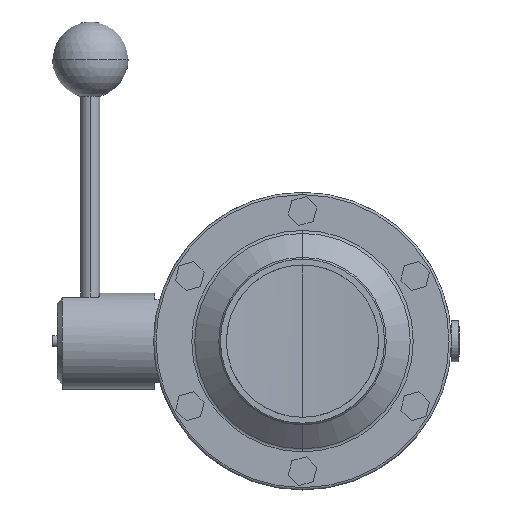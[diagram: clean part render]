
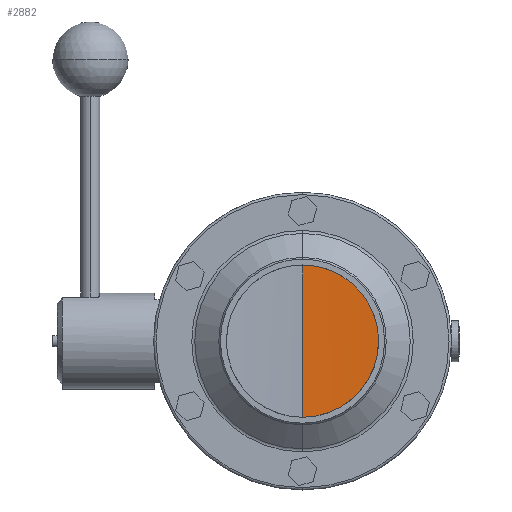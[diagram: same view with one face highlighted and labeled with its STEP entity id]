
A CAD part, left-side view. The second image highlights one B-rep face of the part: STEP entity #2882.
In plain terms, the highlighted cylindrical face has radius 407.004 mm (diameter 814.008 mm), a partial arc.
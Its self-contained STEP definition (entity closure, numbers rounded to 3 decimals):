
#83 = CARTESIAN_POINT ( 'NONE',  ( -1.065, -7.435, 31.638 ) ) ;
#142 = CARTESIAN_POINT ( 'NONE',  ( -2.127, -30.358, 11.457 ) ) ;
#266 = CARTESIAN_POINT ( 'NONE',  ( -1.416, -18.494, 26.693 ) ) ;
#323 = CARTESIAN_POINT ( 'NONE',  ( -1.927, -27.548, 17.144 ) ) ;
#438 = CARTESIAN_POINT ( 'NONE',  ( -1.132, -10.508, -30.752 ) ) ;
#499 = VERTEX_POINT ( 'NONE', #1393 ) ;
#693 = CARTESIAN_POINT ( 'NONE',  ( -1.968, -28.16, -16.244 ) ) ;
#826 = CARTESIAN_POINT ( 'NONE',  ( -1.359, -17.182, -27.558 ) ) ;
#1051 = CARTESIAN_POINT ( 'NONE',  ( -1.436, -18.926, 26.387 ) ) ;
#1143 = CARTESIAN_POINT ( 'NONE',  ( -1.066, -7.442, -31.623 ) ) ;
#1161 = CARTESIAN_POINT ( 'NONE',  ( -1., -0.086, 32.484 ) ) ;
#1231 = CARTESIAN_POINT ( 'NONE',  ( -1.021, -4.323, 32.212 ) ) ;
#1246 = CARTESIAN_POINT ( 'NONE',  ( -2.286, -32.419, 0. ) ) ;
#1274 = CARTESIAN_POINT ( 'NONE',  ( -1., -0.086, -32.484 ) ) ;
#1285 = CARTESIAN_POINT ( 'NONE',  ( -1.908, -27.263, 17.597 ) ) ;
#1393 = CARTESIAN_POINT ( 'NONE',  ( -1., -0.086, -32.484 ) ) ;
#1587 = CARTESIAN_POINT ( 'NONE',  ( -1.871, -26.696, -18.449 ) ) ;
#1780 = CARTESIAN_POINT ( 'NONE',  ( -1.79, -25.432, -20.163 ) ) ;
#2190 = FACE_OUTER_BOUND ( 'NONE', #8051, .T. ) ;
#2257 = CARTESIAN_POINT ( 'NONE',  ( -1.559, -21.435, 24.403 ) ) ;
#2619 = CARTESIAN_POINT ( 'NONE',  ( -1.476, -19.844, -25.785 ) ) ;
#2671 = AXIS2_PLACEMENT_3D ( 'NONE', #10929, #6980, #10862 ) ;
#2754 = CARTESIAN_POINT ( 'NONE',  ( -2.286, -32.419, -2.142 ) ) ;
#2816 = CARTESIAN_POINT ( 'NONE',  ( -2.222, -31.596, -7.357 ) ) ;
#2882 = ADVANCED_FACE ( 'NONE', ( #2190 ), #4007, .F. ) ;
#3059 = VECTOR ( 'NONE', #10683, 1000. ) ;
#3142 = CARTESIAN_POINT ( 'NONE',  ( -1., -2.2, -32.479 ) ) ;
#3218 = CARTESIAN_POINT ( 'NONE',  ( -1.602, -22.218, 23.689 ) ) ;
#3269 = CARTESIAN_POINT ( 'NONE',  ( -1.057, -6.919, -31.742 ) ) ;
#3540 = CARTESIAN_POINT ( 'NONE',  ( -2.229, -31.691, 6.875 ) ) ;
#3582 = CARTESIAN_POINT ( 'NONE',  ( -1.81, -25.76, -19.74 ) ) ;
#3583 = EDGE_CURVE ( 'NONE', #5609, #499, #12601, .T. ) ;
#3647 = CARTESIAN_POINT ( 'NONE',  ( -1.251, -14.404, -29.126 ) ) ;
#3719 = CARTESIAN_POINT ( 'NONE',  ( -2.155, -30.727, -10.421 ) ) ;
#3782 = CARTESIAN_POINT ( 'NONE',  ( -2.038, -29.152, -14.381 ) ) ;
#4007 = CYLINDRICAL_SURFACE ( 'NONE', #2671, 407.004 ) ;
#4008 = CARTESIAN_POINT ( 'NONE',  ( -1.965, -28.095, 16.228 ) ) ;
#4076 = CARTESIAN_POINT ( 'NONE',  ( -2.154, -30.713, 10.463 ) ) ;
#4243 = CARTESIAN_POINT ( 'NONE',  ( -1.016, -4.304, -32.268 ) ) ;
#4259 = CARTESIAN_POINT ( 'NONE',  ( -1.319, -16.299, 28.166 ) ) ;
#4448 = CARTESIAN_POINT ( 'NONE',  ( -2.2, -31.315, 8.431 ) ) ;
#4980 = CARTESIAN_POINT ( 'NONE',  ( -1.249, -14.441, 29.166 ) ) ;
#5094 = CARTESIAN_POINT ( 'NONE',  ( -1.085, -8.46, 31.379 ) ) ;
#5157 = CARTESIAN_POINT ( 'NONE',  ( -1.159, -11.502, 30.393 ) ) ;
#5609 = VERTEX_POINT ( 'NONE', #1246 ) ;
#5715 = CARTESIAN_POINT ( 'NONE',  ( -1.727, -24.419, -21.404 ) ) ;
#5723 = ORIENTED_EDGE ( 'NONE', *, *, #6060, .F. ) ;
#6060 = EDGE_CURVE ( 'NONE', #12305, #5609, #8077, .T. ) ;
#6247 = CARTESIAN_POINT ( 'NONE',  ( -1.033, -5.366, 32.055 ) ) ;
#6558 = CARTESIAN_POINT ( 'NONE',  ( -1.378, -17.634, -27.27 ) ) ;
#6687 = CARTESIAN_POINT ( 'NONE',  ( -1.851, -26.392, -18.883 ) ) ;
#6980 = DIRECTION ( 'NONE',  ( 0., 0., 1. ) ) ;
#6981 = CARTESIAN_POINT ( 'NONE',  ( -1.476, -19.779, 25.752 ) ) ;
#7106 = CARTESIAN_POINT ( 'NONE',  ( -1.004, -2.218, 32.426 ) ) ;
#7169 = CARTESIAN_POINT ( 'NONE',  ( -1.727, -24.453, 21.443 ) ) ;
#7231 = CARTESIAN_POINT ( 'NONE',  ( -1.983, -28.356, 15.765 ) ) ;
#7354 = CARTESIAN_POINT ( 'NONE',  ( -2.27, -32.211, 4.257 ) ) ;
#7591 = ORIENTED_EDGE ( 'NONE', *, *, #3583, .F. ) ;
#7599 = CARTESIAN_POINT ( 'NONE',  ( -1.218, -13.45, -29.58 ) ) ;
#7669 = CARTESIAN_POINT ( 'NONE',  ( -2.128, -30.366, -11.434 ) ) ;
#7690 = ORIENTED_EDGE ( 'NONE', *, *, #10170, .F. ) ;
#8051 = EDGE_LOOP ( 'NONE', ( #7690, #7591, #5723 ) ) ;
#8077 = B_SPLINE_CURVE_WITH_KNOTS ( 'NONE', 3,
 ( #1161, #9102, #7106, #1231, #6247, #83, #5094, #8970, #5157, #4980, #4259, #266, #1051, #6981, #12077, #2257, #3218, #7169, #11120, #1285, #323, #4008, #7231, #10930, #11182, #142, #4076, #8511, #4448, #12464, #3540, #7354, #9225, #11372 ),
 .UNSPECIFIED., .F., .F.,
 ( 4, 2, 2, 2, 2, 2, 2, 2, 2, 2, 2, 2, 2, 2, 2, 2, 4 ),
 ( 0.152, 0.156, 0.159, 0.162, 0.165, 0.171, 0.173, 0.175, 0.178, 0.184, 0.186, 0.187, 0.19, 0.193, 0.195, 0.197, 0.203 ),
 .UNSPECIFIED. ) ;
#8248 = CARTESIAN_POINT ( 'NONE',  ( -1.097, -8.988, -31.218 ) ) ;
#8511 = CARTESIAN_POINT ( 'NONE',  ( -2.189, -31.173, 8.943 ) ) ;
#8552 = CARTESIAN_POINT ( 'NONE',  ( -1.322, -16.268, -28.109 ) ) ;
#8970 = CARTESIAN_POINT ( 'NONE',  ( -1.132, -10.492, 30.757 ) ) ;
#9102 = CARTESIAN_POINT ( 'NONE',  ( -1., -1.155, 32.482 ) ) ;
#9225 = CARTESIAN_POINT ( 'NONE',  ( -2.286, -32.419, 2.14 ) ) ;
#9472 = CARTESIAN_POINT ( 'NONE',  ( -1.559, -21.471, -24.439 ) ) ;
#9595 = CARTESIAN_POINT ( 'NONE',  ( -2.202, -31.341, -8.384 ) ) ;
#10170 = EDGE_CURVE ( 'NONE', #499, #12305, #12693, .T. ) ;
#10441 = CARTESIAN_POINT ( 'NONE',  ( -2.286, -32.419, 0. ) ) ;
#10683 = DIRECTION ( 'NONE',  ( 0., 0., 1. ) ) ;
#10705 = CARTESIAN_POINT ( 'NONE',  ( -1.685, -23.708, -22.192 ) ) ;
#10862 = DIRECTION ( 'NONE',  ( 1., 0., 0. ) ) ;
#10874 = CARTESIAN_POINT ( 'NONE',  ( -1., -0.086, -50. ) ) ;
#10929 = CARTESIAN_POINT ( 'NONE',  ( -408.004, -0.086, -50. ) ) ;
#10930 = CARTESIAN_POINT ( 'NONE',  ( -2.035, -29.103, 14.361 ) ) ;
#11120 = CARTESIAN_POINT ( 'NONE',  ( -1.811, -25.789, 19.81 ) ) ;
#11182 = CARTESIAN_POINT ( 'NONE',  ( -2.068, -29.553, 13.406 ) ) ;
#11372 = CARTESIAN_POINT ( 'NONE',  ( -2.286, -32.419, 0. ) ) ;
#11552 = CARTESIAN_POINT ( 'NONE',  ( -1.159, -11.502, -30.393 ) ) ;
#12061 = CARTESIAN_POINT ( 'NONE',  ( -1.086, -8.476, -31.361 ) ) ;
#12077 = CARTESIAN_POINT ( 'NONE',  ( -1.497, -20.199, 25.422 ) ) ;
#12305 = VERTEX_POINT ( 'NONE', #12533 ) ;
#12464 = CARTESIAN_POINT ( 'NONE',  ( -2.22, -31.573, 7.398 ) ) ;
#12512 = CARTESIAN_POINT ( 'NONE',  ( -1.303, -15.806, -28.373 ) ) ;
#12533 = CARTESIAN_POINT ( 'NONE',  ( -1., -0.086, 32.484 ) ) ;
#12601 = B_SPLINE_CURVE_WITH_KNOTS ( 'NONE', 3,
 ( #10441, #2754, #12649, #2816, #9595, #3719, #7669, #3782, #693, #1587, #6687, #3582, #1780, #5715, #10705, #9472, #2619, #6558, #826, #8552, #12512, #3647, #7599, #11552, #438, #8248, #12061, #1143, #3269, #4243, #3142, #1274 ),
 .UNSPECIFIED., .F., .F.,
 ( 4, 2, 2, 2, 2, 2, 2, 2, 2, 2, 2, 2, 2, 2, 2, 4 ),
 ( 0., 0.006, 0.01, 0.013, 0.019, 0.021, 0.022, 0.025, 0.032, 0.033, 0.035, 0.038, 0.041, 0.043, 0.044, 0.051 ),
 .UNSPECIFIED. ) ;
#12649 = CARTESIAN_POINT ( 'NONE',  ( -2.27, -32.21, -4.249 ) ) ;
#12693 = LINE ( 'NONE', #10874, #3059 ) ;
